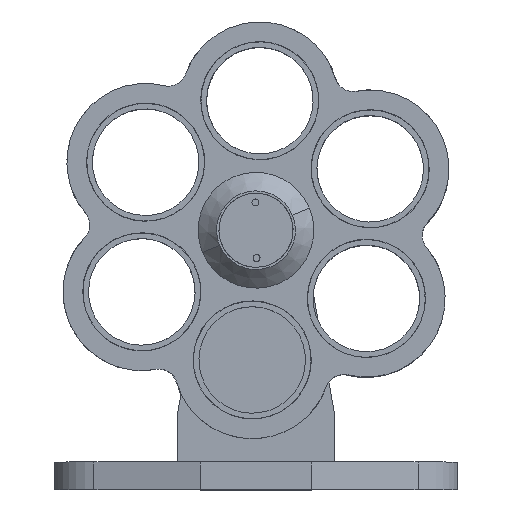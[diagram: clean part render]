
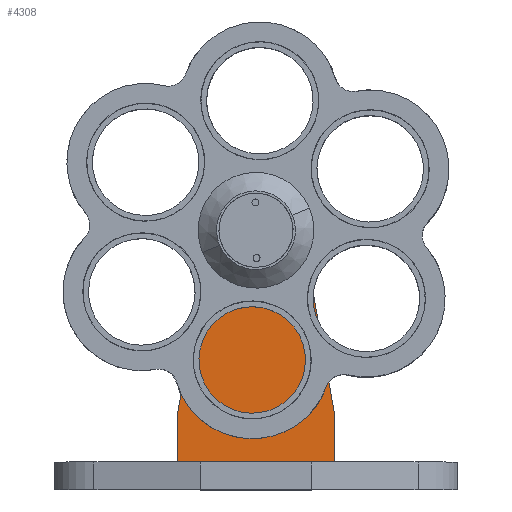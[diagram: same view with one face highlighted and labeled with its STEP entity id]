
A CAD part, top view. The second image highlights one B-rep face of the part: STEP entity #4308.
In plain terms, the highlighted planar face has unit normal (0, 0, 1).
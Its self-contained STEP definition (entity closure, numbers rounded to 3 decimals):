
#79 = CARTESIAN_POINT ( 'NONE',  ( -15.933, 8.484, 7. ) ) ;
#160 = FACE_OUTER_BOUND ( 'NONE', #1413, .T. ) ;
#256 = VERTEX_POINT ( 'NONE', #9252 ) ;
#304 = DIRECTION ( 'NONE',  ( 0., 0., 1. ) ) ;
#355 = VERTEX_POINT ( 'NONE', #3993 ) ;
#406 = VERTEX_POINT ( 'NONE', #2194 ) ;
#446 = EDGE_CURVE ( 'NONE', #6971, #12467, #11819, .T. ) ;
#499 = CARTESIAN_POINT ( 'NONE',  ( 1.067, 48.484, 7. ) ) ;
#643 = DIRECTION ( 'NONE',  ( 1., 0., 0. ) ) ;
#770 = ORIENTED_EDGE ( 'NONE', *, *, #11999, .T. ) ;
#785 = FACE_BOUND ( 'NONE', #3310, .T. ) ;
#885 = EDGE_CURVE ( 'NONE', #10125, #973, #8364, .T. ) ;
#973 = VERTEX_POINT ( 'NONE', #10718 ) ;
#1340 = ORIENTED_EDGE ( 'NONE', *, *, #11494, .F. ) ;
#1413 = EDGE_LOOP ( 'NONE', ( #2862, #770, #6366, #8745, #5855, #2313 ) ) ;
#1501 = PLANE ( 'NONE',  #10643 ) ;
#1679 = AXIS2_PLACEMENT_3D ( 'NONE', #11125, #5311, #12102 ) ;
#2089 = AXIS2_PLACEMENT_3D ( 'NONE', #12315, #6516, #643 ) ;
#2194 = CARTESIAN_POINT ( 'NONE',  ( -8.933, 48.484, 7. ) ) ;
#2313 = ORIENTED_EDGE ( 'NONE', *, *, #885, .T. ) ;
#2445 = DIRECTION ( 'NONE',  ( -0.172, -0.985, 0. ) ) ;
#2461 = CIRCLE ( 'NONE', #8222, 3.4 ) ;
#2470 = DIRECTION ( 'NONE',  ( 0., 0., 1. ) ) ;
#2531 = AXIS2_PLACEMENT_3D ( 'NONE', #4983, #11767, #5959 ) ;
#2661 = LINE ( 'NONE', #9239, #4942 ) ;
#2713 = CARTESIAN_POINT ( 'NONE',  ( -15.933, -1.516, 7. ) ) ;
#2720 = CARTESIAN_POINT ( 'NONE',  ( -15.933, 8.484, 7. ) ) ;
#2758 = EDGE_CURVE ( 'NONE', #12467, #256, #12261, .T. ) ;
#2862 = ORIENTED_EDGE ( 'NONE', *, *, #8065, .T. ) ;
#3053 = CARTESIAN_POINT ( 'NONE',  ( -15.933, -1.516, 7. ) ) ;
#3310 = EDGE_LOOP ( 'NONE', ( #3981, #1340 ) ) ;
#3981 = ORIENTED_EDGE ( 'NONE', *, *, #5472, .F. ) ;
#3993 = CARTESIAN_POINT ( 'NONE',  ( 4.467, 48.484, 7. ) ) ;
#4061 = VECTOR ( 'NONE', #8865, 1000. ) ;
#4090 = DIRECTION ( 'NONE',  ( -0.172, 0.985, 0. ) ) ;
#4192 = VECTOR ( 'NONE', #10098, 1000. ) ;
#4308 = ADVANCED_FACE ( 'NONE', ( #5378, #785, #160 ), #1501, .T. ) ;
#4368 = DIRECTION ( 'NONE',  ( 0., 0., 1. ) ) ;
#4942 = VECTOR ( 'NONE', #2445, 1000. ) ;
#4957 = CIRCLE ( 'NONE', #10382, 3.4 ) ;
#4983 = CARTESIAN_POINT ( 'NONE',  ( 1.067, 48.484, 7. ) ) ;
#5311 = DIRECTION ( 'NONE',  ( 0., 0., 1. ) ) ;
#5368 = EDGE_CURVE ( 'NONE', #355, #9845, #2461, .T. ) ;
#5378 = FACE_BOUND ( 'NONE', #8747, .T. ) ;
#5472 = EDGE_CURVE ( 'NONE', #9623, #8063, #9295, .T. ) ;
#5767 = VECTOR ( 'NONE', #4090, 1000. ) ;
#5811 = CARTESIAN_POINT ( 'NONE',  ( 18.067, 8.484, 7. ) ) ;
#5855 = ORIENTED_EDGE ( 'NONE', *, *, #7514, .T. ) ;
#5900 = CARTESIAN_POINT ( 'NONE',  ( 18.067, 8.484, 7. ) ) ;
#5959 = DIRECTION ( 'NONE',  ( 1., 0., 0. ) ) ;
#6169 = CARTESIAN_POINT ( 'NONE',  ( 1.067, 48.484, 7. ) ) ;
#6261 = CARTESIAN_POINT ( 'NONE',  ( -2.333, 48.484, 7. ) ) ;
#6329 = ORIENTED_EDGE ( 'NONE', *, *, #11403, .F. ) ;
#6366 = ORIENTED_EDGE ( 'NONE', *, *, #446, .T. ) ;
#6395 = CIRCLE ( 'NONE', #2531, 10. ) ;
#6516 = DIRECTION ( 'NONE',  ( 0., 0., 1. ) ) ;
#6930 = CIRCLE ( 'NONE', #1679, 3. ) ;
#6971 = VERTEX_POINT ( 'NONE', #2720 ) ;
#6993 = LINE ( 'NONE', #5811, #8960 ) ;
#7144 = DIRECTION ( 'NONE',  ( 1., 0., 0. ) ) ;
#7514 = EDGE_CURVE ( 'NONE', #256, #10125, #6993, .T. ) ;
#8063 = VERTEX_POINT ( 'NONE', #8832 ) ;
#8065 = EDGE_CURVE ( 'NONE', #973, #406, #6395, .T. ) ;
#8222 = AXIS2_PLACEMENT_3D ( 'NONE', #10178, #4368, #11162 ) ;
#8364 = LINE ( 'NONE', #9894, #5767 ) ;
#8745 = ORIENTED_EDGE ( 'NONE', *, *, #2758, .T. ) ;
#8747 = EDGE_LOOP ( 'NONE', ( #9668, #6329 ) ) ;
#8812 = DIRECTION ( 'NONE',  ( 0., 1., 0. ) ) ;
#8832 = CARTESIAN_POINT ( 'NONE',  ( -1.933, 36.484, 7. ) ) ;
#8865 = DIRECTION ( 'NONE',  ( 0., -1., 0. ) ) ;
#8960 = VECTOR ( 'NONE', #8812, 1000. ) ;
#9239 = CARTESIAN_POINT ( 'NONE',  ( -15.933, 8.484, 7. ) ) ;
#9252 = CARTESIAN_POINT ( 'NONE',  ( 18.067, -1.516, 7. ) ) ;
#9265 = DIRECTION ( 'NONE',  ( 1., 0., 0. ) ) ;
#9295 = CIRCLE ( 'NONE', #2089, 3. ) ;
#9623 = VERTEX_POINT ( 'NONE', #12354 ) ;
#9668 = ORIENTED_EDGE ( 'NONE', *, *, #5368, .F. ) ;
#9845 = VERTEX_POINT ( 'NONE', #6261 ) ;
#9894 = CARTESIAN_POINT ( 'NONE',  ( 11.067, 48.484, 7. ) ) ;
#10098 = DIRECTION ( 'NONE',  ( 1., 0., 0. ) ) ;
#10125 = VERTEX_POINT ( 'NONE', #5900 ) ;
#10178 = CARTESIAN_POINT ( 'NONE',  ( 1.067, 48.484, 7. ) ) ;
#10382 = AXIS2_PLACEMENT_3D ( 'NONE', #6169, #304, #7144 ) ;
#10643 = AXIS2_PLACEMENT_3D ( 'NONE', #499, #2470, #9265 ) ;
#10718 = CARTESIAN_POINT ( 'NONE',  ( 11.067, 48.484, 7. ) ) ;
#11125 = CARTESIAN_POINT ( 'NONE',  ( 1.067, 36.484, 7. ) ) ;
#11162 = DIRECTION ( 'NONE',  ( 1., 0., 0. ) ) ;
#11403 = EDGE_CURVE ( 'NONE', #9845, #355, #4957, .T. ) ;
#11494 = EDGE_CURVE ( 'NONE', #8063, #9623, #6930, .T. ) ;
#11767 = DIRECTION ( 'NONE',  ( 0., 0., 1. ) ) ;
#11819 = LINE ( 'NONE', #79, #4061 ) ;
#11999 = EDGE_CURVE ( 'NONE', #406, #6971, #2661, .T. ) ;
#12102 = DIRECTION ( 'NONE',  ( 1., 0., 0. ) ) ;
#12261 = LINE ( 'NONE', #2713, #4192 ) ;
#12315 = CARTESIAN_POINT ( 'NONE',  ( 1.067, 36.484, 7. ) ) ;
#12354 = CARTESIAN_POINT ( 'NONE',  ( 4.067, 36.484, 7. ) ) ;
#12467 = VERTEX_POINT ( 'NONE', #3053 ) ;
